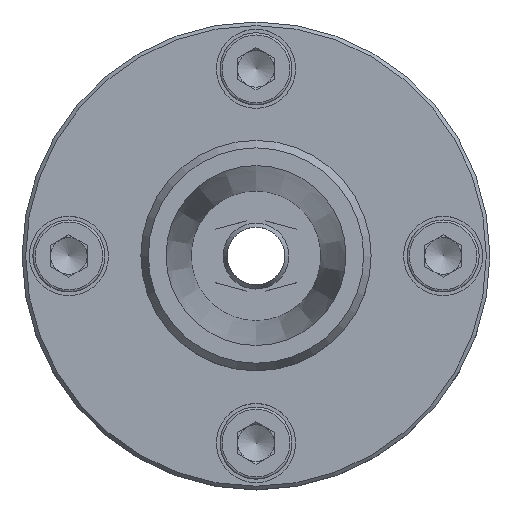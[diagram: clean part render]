
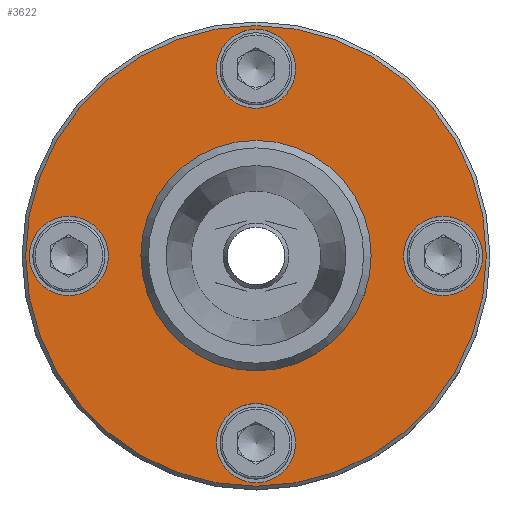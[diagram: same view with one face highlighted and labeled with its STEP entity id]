
A CAD part, top view. The second image highlights one B-rep face of the part: STEP entity #3622.
In plain terms, the highlighted planar face has unit normal (0, 0, 1).
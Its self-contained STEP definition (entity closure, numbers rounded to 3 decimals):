
#33 = CIRCLE ( 'NONE', #2867, 5.5 ) ;
#66 = CARTESIAN_POINT ( 'NONE',  ( 5.5, -26., -53.322 ) ) ;
#195 = AXIS2_PLACEMENT_3D ( 'NONE', #4210, #3153, #1355 ) ;
#252 = VERTEX_POINT ( 'NONE', #3959 ) ;
#254 = FACE_BOUND ( 'NONE', #1244, .T. ) ;
#489 = CARTESIAN_POINT ( 'NONE',  ( 0., -26., -53.322 ) ) ;
#699 = DIRECTION ( 'NONE',  ( 0., -1., 0. ) ) ;
#831 = CIRCLE ( 'NONE', #1838, 5.5 ) ;
#835 = EDGE_CURVE ( 'NONE', #3241, #3241, #3325, .T. ) ;
#854 = DIRECTION ( 'NONE',  ( 1., 0., 0. ) ) ;
#891 = ORIENTED_EDGE ( 'NONE', *, *, #835, .T. ) ;
#960 = CARTESIAN_POINT ( 'NONE',  ( 0., 15.8, -53.322 ) ) ;
#1001 = EDGE_LOOP ( 'NONE', ( #891 ) ) ;
#1010 = VERTEX_POINT ( 'NONE', #3275 ) ;
#1044 = DIRECTION ( 'NONE',  ( 0., 0., 1. ) ) ;
#1099 = EDGE_CURVE ( 'NONE', #1365, #1365, #1252, .T. ) ;
#1244 = EDGE_LOOP ( 'NONE', ( #1442 ) ) ;
#1252 = CIRCLE ( 'NONE', #195, 32. ) ;
#1306 = PLANE ( 'NONE',  #1488 ) ;
#1312 = EDGE_LOOP ( 'NONE', ( #3919 ) ) ;
#1323 = EDGE_CURVE ( 'NONE', #2198, #2198, #831, .T. ) ;
#1343 = DIRECTION ( 'NONE',  ( 0., -1., 0. ) ) ;
#1355 = DIRECTION ( 'NONE',  ( 0., -1., 0. ) ) ;
#1365 = VERTEX_POINT ( 'NONE', #2896 ) ;
#1392 = EDGE_LOOP ( 'NONE', ( #2851 ) ) ;
#1411 = DIRECTION ( 'NONE',  ( 1., 0., 0. ) ) ;
#1432 = CARTESIAN_POINT ( 'NONE',  ( 26., 0., -53.322 ) ) ;
#1442 = ORIENTED_EDGE ( 'NONE', *, *, #1323, .F. ) ;
#1488 = AXIS2_PLACEMENT_3D ( 'NONE', #960, #3445, #1343 ) ;
#1573 = EDGE_CURVE ( 'NONE', #252, #252, #3306, .T. ) ;
#1632 = DIRECTION ( 'NONE',  ( 1., 0., 0. ) ) ;
#1838 = AXIS2_PLACEMENT_3D ( 'NONE', #1432, #3863, #1632 ) ;
#1910 = DIRECTION ( 'NONE',  ( 0., 0., 1. ) ) ;
#1967 = DIRECTION ( 'NONE',  ( 0., 0., -1. ) ) ;
#1975 = ORIENTED_EDGE ( 'NONE', *, *, #2309, .F. ) ;
#1979 = EDGE_LOOP ( 'NONE', ( #4558 ) ) ;
#2102 = FACE_BOUND ( 'NONE', #1979, .T. ) ;
#2154 = AXIS2_PLACEMENT_3D ( 'NONE', #489, #3004, #854 ) ;
#2198 = VERTEX_POINT ( 'NONE', #3597 ) ;
#2203 = FACE_BOUND ( 'NONE', #3361, .T. ) ;
#2309 = EDGE_CURVE ( 'NONE', #1010, #1010, #33, .T. ) ;
#2549 = CARTESIAN_POINT ( 'NONE',  ( 0., -15.8, -53.322 ) ) ;
#2661 = CARTESIAN_POINT ( 'NONE',  ( 0., 0., -53.322 ) ) ;
#2726 = DIRECTION ( 'NONE',  ( 1., 0., 0. ) ) ;
#2851 = ORIENTED_EDGE ( 'NONE', *, *, #1573, .F. ) ;
#2867 = AXIS2_PLACEMENT_3D ( 'NONE', #4270, #1910, #2726 ) ;
#2896 = CARTESIAN_POINT ( 'NONE',  ( 0., -32., -53.322 ) ) ;
#3004 = DIRECTION ( 'NONE',  ( 0., 0., 1. ) ) ;
#3016 = FACE_BOUND ( 'NONE', #1392, .T. ) ;
#3125 = FACE_BOUND ( 'NONE', #1001, .T. ) ;
#3153 = DIRECTION ( 'NONE',  ( 0., 0., -1. ) ) ;
#3241 = VERTEX_POINT ( 'NONE', #2549 ) ;
#3275 = CARTESIAN_POINT ( 'NONE',  ( 5.5, 26., -53.322 ) ) ;
#3306 = CIRCLE ( 'NONE', #3871, 5.5 ) ;
#3325 = CIRCLE ( 'NONE', #4511, 15.8 ) ;
#3361 = EDGE_LOOP ( 'NONE', ( #1975 ) ) ;
#3445 = DIRECTION ( 'NONE',  ( 0., 0., -1. ) ) ;
#3597 = CARTESIAN_POINT ( 'NONE',  ( 31.5, 0., -53.322 ) ) ;
#3622 = ADVANCED_FACE ( 'NONE', ( #3016, #2102, #254, #2203, #3952, #3125 ), #1306, .F. ) ;
#3863 = DIRECTION ( 'NONE',  ( 0., 0., 1. ) ) ;
#3871 = AXIS2_PLACEMENT_3D ( 'NONE', #4176, #1044, #1411 ) ;
#3919 = ORIENTED_EDGE ( 'NONE', *, *, #1099, .F. ) ;
#3952 = FACE_OUTER_BOUND ( 'NONE', #1312, .T. ) ;
#3959 = CARTESIAN_POINT ( 'NONE',  ( -20.5, 0., -53.322 ) ) ;
#4176 = CARTESIAN_POINT ( 'NONE',  ( -26., 0., -53.322 ) ) ;
#4210 = CARTESIAN_POINT ( 'NONE',  ( 0., 0., -53.322 ) ) ;
#4241 = EDGE_CURVE ( 'NONE', #4250, #4250, #4641, .T. ) ;
#4250 = VERTEX_POINT ( 'NONE', #66 ) ;
#4270 = CARTESIAN_POINT ( 'NONE',  ( 0., 26., -53.322 ) ) ;
#4511 = AXIS2_PLACEMENT_3D ( 'NONE', #2661, #1967, #699 ) ;
#4558 = ORIENTED_EDGE ( 'NONE', *, *, #4241, .F. ) ;
#4641 = CIRCLE ( 'NONE', #2154, 5.5 ) ;
